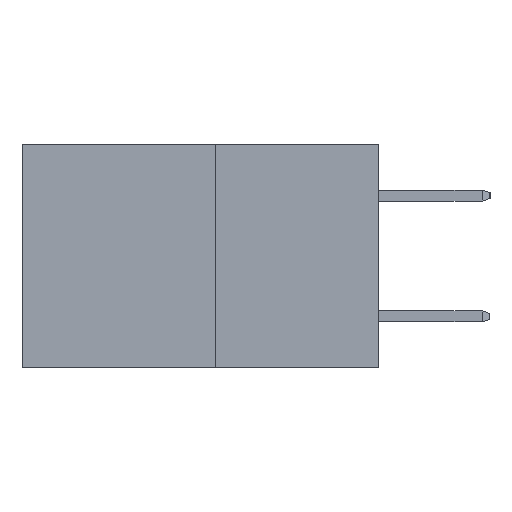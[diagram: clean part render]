
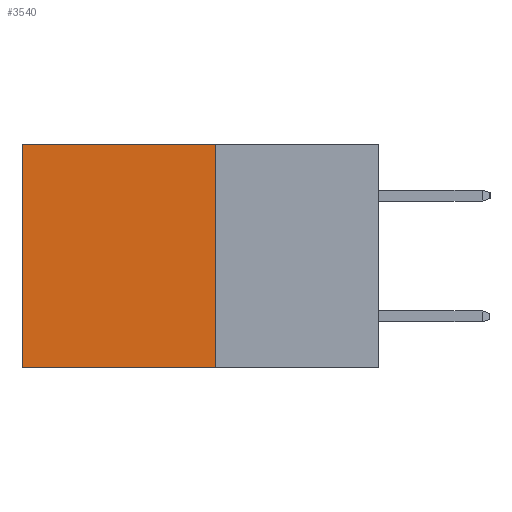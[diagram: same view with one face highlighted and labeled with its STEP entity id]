
A CAD part, left-side view. The second image highlights one B-rep face of the part: STEP entity #3540.
In plain terms, the highlighted planar face has unit normal (-1, 0, 0).
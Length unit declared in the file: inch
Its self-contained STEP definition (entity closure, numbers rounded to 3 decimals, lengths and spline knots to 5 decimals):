
#191 = CARTESIAN_POINT ( 'NONE',  ( 0.277, 0.27, -0.37 ) ) ;
#363 = VECTOR ( 'NONE', #1737, 39.37008 ) ;
#481 = CARTESIAN_POINT ( 'NONE',  ( 0.277, 0.27, -0.37 ) ) ;
#642 = EDGE_CURVE ( 'NONE', #5659, #4066, #2358, .T. ) ;
#1068 = VERTEX_POINT ( 'NONE', #1588 ) ;
#1086 = DIRECTION ( 'NONE',  ( 1., 0., 0. ) ) ;
#1101 = LINE ( 'NONE', #8013, #1750 ) ;
#1155 = DIRECTION ( 'NONE',  ( 0., 0., -1. ) ) ;
#1207 = VECTOR ( 'NONE', #1793, 39.37008 ) ;
#1381 = EDGE_LOOP ( 'NONE', ( #6406, #1435, #6335, #6552 ) ) ;
#1386 = FACE_OUTER_BOUND ( 'NONE', #1381, .T. ) ;
#1435 = ORIENTED_EDGE ( 'NONE', *, *, #642, .F. ) ;
#1523 = AXIS2_PLACEMENT_3D ( 'NONE', #5085, #1086, #1155 ) ;
#1588 = CARTESIAN_POINT ( 'NONE',  ( 0.277, 0.59, 0. ) ) ;
#1633 = LINE ( 'NONE', #5275, #1207 ) ;
#1737 = DIRECTION ( 'NONE',  ( 0., 0., -1. ) ) ;
#1750 = VECTOR ( 'NONE', #3325, 39.37008 ) ;
#1793 = DIRECTION ( 'NONE',  ( 0., 0., -1. ) ) ;
#2265 = LINE ( 'NONE', #3862, #363 ) ;
#2358 = LINE ( 'NONE', #191, #5792 ) ;
#2979 = VERTEX_POINT ( 'NONE', #5781 ) ;
#3325 = DIRECTION ( 'NONE',  ( 0., 1., 0. ) ) ;
#3540 = ADVANCED_FACE ( 'NONE', ( #1386 ), #8018, .F. ) ;
#3862 = CARTESIAN_POINT ( 'NONE',  ( 0.277, 0.59, -0.37 ) ) ;
#4066 = VERTEX_POINT ( 'NONE', #4966 ) ;
#4540 = DIRECTION ( 'NONE',  ( 0., 1., 0. ) ) ;
#4966 = CARTESIAN_POINT ( 'NONE',  ( 0.277, 0.59, -0.37 ) ) ;
#5085 = CARTESIAN_POINT ( 'NONE',  ( 0.277, 0.27, -0.37 ) ) ;
#5275 = CARTESIAN_POINT ( 'NONE',  ( 0.277, 0.27, -0.37 ) ) ;
#5659 = VERTEX_POINT ( 'NONE', #481 ) ;
#5707 = EDGE_CURVE ( 'NONE', #1068, #4066, #2265, .T. ) ;
#5781 = CARTESIAN_POINT ( 'NONE',  ( 0.277, 0.27, 0. ) ) ;
#5792 = VECTOR ( 'NONE', #4540, 39.37008 ) ;
#6335 = ORIENTED_EDGE ( 'NONE', *, *, #8344, .F. ) ;
#6406 = ORIENTED_EDGE ( 'NONE', *, *, #5707, .T. ) ;
#6552 = ORIENTED_EDGE ( 'NONE', *, *, #7191, .T. ) ;
#7191 = EDGE_CURVE ( 'NONE', #2979, #1068, #1101, .T. ) ;
#8013 = CARTESIAN_POINT ( 'NONE',  ( 0.277, 0.27, 0. ) ) ;
#8018 = PLANE ( 'NONE',  #1523 ) ;
#8344 = EDGE_CURVE ( 'NONE', #2979, #5659, #1633, .T. ) ;
